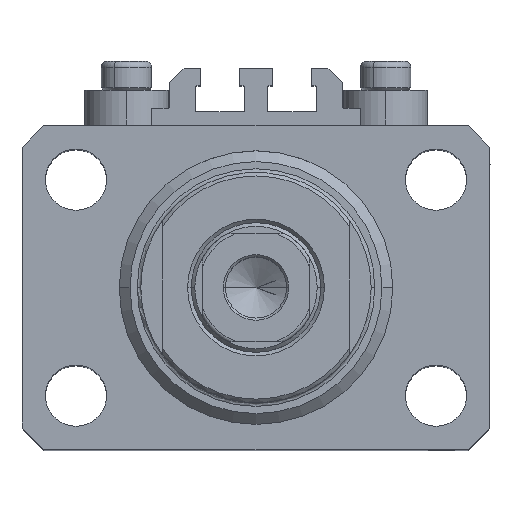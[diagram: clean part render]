
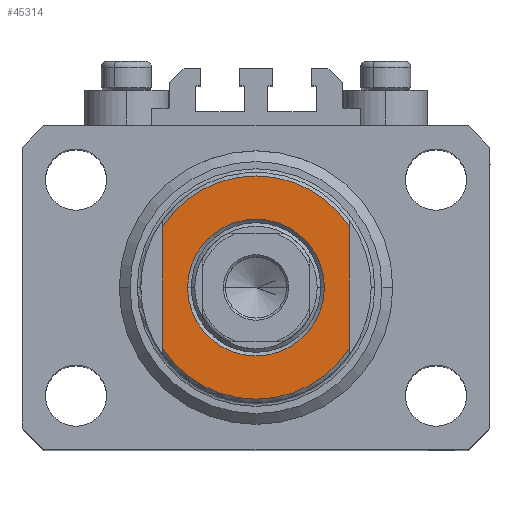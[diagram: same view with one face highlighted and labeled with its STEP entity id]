
A CAD part, top view. The second image highlights one B-rep face of the part: STEP entity #45314.
In plain terms, the highlighted face is planar.
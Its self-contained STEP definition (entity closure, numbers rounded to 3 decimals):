
#499 = FACE_BOUND ( 'NONE', #19222, .T. ) ;
#539 = LINE ( 'NONE', #40390, #12721 ) ;
#1413 = EDGE_CURVE ( 'NONE', #29746, #23348, #13421, .T. ) ;
#1954 = DIRECTION ( 'NONE',  ( -1., 0., 0. ) ) ;
#9777 = EDGE_CURVE ( 'NONE', #25027, #34803, #25150, .T. ) ;
#10136 = AXIS2_PLACEMENT_3D ( 'NONE', #11528, #29541, #37217 ) ;
#11528 = CARTESIAN_POINT ( 'NONE',  ( 0., 0., -6.5 ) ) ;
#12721 = VECTOR ( 'NONE', #47111, 1000. ) ;
#12927 = DIRECTION ( 'NONE',  ( 0., 0., 1. ) ) ;
#13397 = VECTOR ( 'NONE', #25204, 1000. ) ;
#13421 = LINE ( 'NONE', #21590, #13397 ) ;
#14810 = DIRECTION ( 'NONE',  ( -1., 0., 0. ) ) ;
#14882 = PLANE ( 'NONE',  #10136 ) ;
#15162 = ORIENTED_EDGE ( 'NONE', *, *, #29391, .F. ) ;
#15217 = CARTESIAN_POINT ( 'NONE',  ( 9.5, 0., -6.5 ) ) ;
#15349 = EDGE_CURVE ( 'NONE', #27753, #29746, #43435, .T. ) ;
#16677 = ORIENTED_EDGE ( 'NONE', *, *, #1413, .T. ) ;
#16777 = CARTESIAN_POINT ( 'NONE',  ( 0., 0., -6.5 ) ) ;
#17509 = AXIS2_PLACEMENT_3D ( 'NONE', #16777, #38866, #31423 ) ;
#17556 = ORIENTED_EDGE ( 'NONE', *, *, #9777, .T. ) ;
#19044 = CIRCLE ( 'NONE', #17509, 15.5 ) ;
#19222 = EDGE_LOOP ( 'NONE', ( #24718, #17556 ) ) ;
#20314 = CARTESIAN_POINT ( 'NONE',  ( 13., -8.441, -6.5 ) ) ;
#20456 = EDGE_LOOP ( 'NONE', ( #41755, #16677, #34985, #15162 ) ) ;
#21010 = CARTESIAN_POINT ( 'NONE',  ( -13., -8.441, -6.5 ) ) ;
#21590 = CARTESIAN_POINT ( 'NONE',  ( 13., -43.081, -6.5 ) ) ;
#22247 = AXIS2_PLACEMENT_3D ( 'NONE', #31192, #12927, #42946 ) ;
#23348 = VERTEX_POINT ( 'NONE', #20314 ) ;
#24718 = ORIENTED_EDGE ( 'NONE', *, *, #42714, .T. ) ;
#25027 = VERTEX_POINT ( 'NONE', #15217 ) ;
#25150 = CIRCLE ( 'NONE', #28988, 9.5 ) ;
#25204 = DIRECTION ( 'NONE',  ( 0., -1., 0. ) ) ;
#27753 = VERTEX_POINT ( 'NONE', #47447 ) ;
#28988 = AXIS2_PLACEMENT_3D ( 'NONE', #39168, #46112, #1954 ) ;
#29237 = CARTESIAN_POINT ( 'NONE',  ( 0., 0., -6.5 ) ) ;
#29391 = EDGE_CURVE ( 'NONE', #27753, #36622, #539, .T. ) ;
#29541 = DIRECTION ( 'NONE',  ( 0., 0., -1. ) ) ;
#29746 = VERTEX_POINT ( 'NONE', #37836 ) ;
#30420 = AXIS2_PLACEMENT_3D ( 'NONE', #29237, #44331, #14810 ) ;
#31192 = CARTESIAN_POINT ( 'NONE',  ( 0., 0., -6.5 ) ) ;
#31423 = DIRECTION ( 'NONE',  ( -1., 0., 0. ) ) ;
#34803 = VERTEX_POINT ( 'NONE', #35643 ) ;
#34985 = ORIENTED_EDGE ( 'NONE', *, *, #38000, .T. ) ;
#35643 = CARTESIAN_POINT ( 'NONE',  ( -9.5, 0., -6.5 ) ) ;
#36622 = VERTEX_POINT ( 'NONE', #21010 ) ;
#37217 = DIRECTION ( 'NONE',  ( -1., 0., 0. ) ) ;
#37836 = CARTESIAN_POINT ( 'NONE',  ( 13., 8.441, -6.5 ) ) ;
#38000 = EDGE_CURVE ( 'NONE', #23348, #36622, #19044, .T. ) ;
#38866 = DIRECTION ( 'NONE',  ( 0., 0., -1. ) ) ;
#39123 = CIRCLE ( 'NONE', #22247, 9.5 ) ;
#39168 = CARTESIAN_POINT ( 'NONE',  ( 0., 0., -6.5 ) ) ;
#40390 = CARTESIAN_POINT ( 'NONE',  ( -13., -43.081, -6.5 ) ) ;
#41755 = ORIENTED_EDGE ( 'NONE', *, *, #15349, .T. ) ;
#42714 = EDGE_CURVE ( 'NONE', #34803, #25027, #39123, .T. ) ;
#42946 = DIRECTION ( 'NONE',  ( -1., 0., 0. ) ) ;
#43435 = CIRCLE ( 'NONE', #30420, 15.5 ) ;
#44331 = DIRECTION ( 'NONE',  ( 0., 0., -1. ) ) ;
#44404 = FACE_OUTER_BOUND ( 'NONE', #20456, .T. ) ;
#45314 = ADVANCED_FACE ( 'NONE', ( #499, #44404 ), #14882, .T. ) ;
#46112 = DIRECTION ( 'NONE',  ( 0., 0., 1. ) ) ;
#47111 = DIRECTION ( 'NONE',  ( 0., -1., 0. ) ) ;
#47447 = CARTESIAN_POINT ( 'NONE',  ( -13., 8.441, -6.5 ) ) ;
